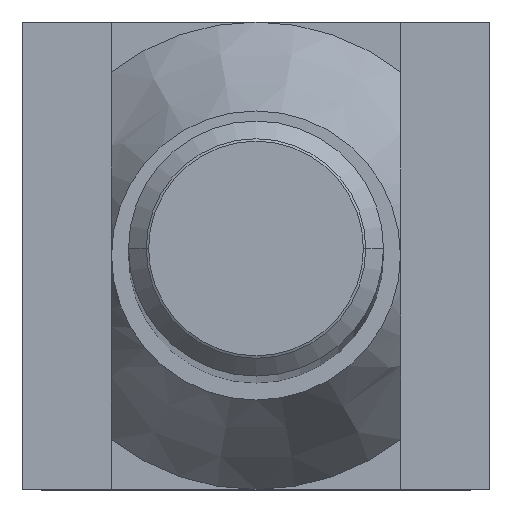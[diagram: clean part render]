
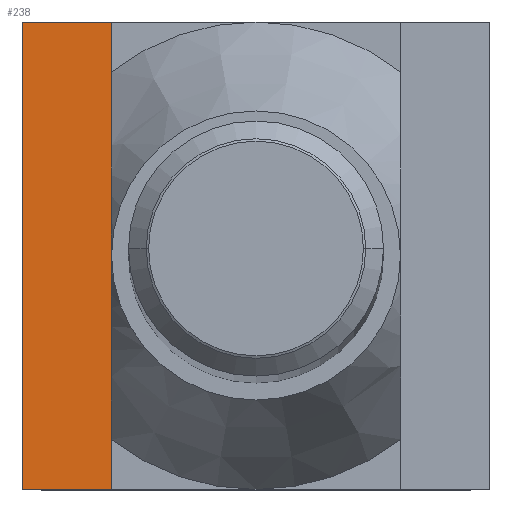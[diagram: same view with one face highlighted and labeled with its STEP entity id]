
A CAD part, top view. The second image highlights one B-rep face of the part: STEP entity #238.
In plain terms, the highlighted planar face has unit normal (0, 0, 1).
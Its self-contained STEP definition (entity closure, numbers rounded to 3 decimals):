
#174=VERTEX_POINT('',#432);
#204=EDGE_CURVE('',#174,#220,#466,.T.);
#208=EDGE_CURVE('',#236,#220,#470,.T.);
#220=VERTEX_POINT('',#484);
#228=EDGE_CURVE('',#260,#236,#494,.T.);
#234=EDGE_CURVE('',#174,#260,#500,.T.);
#236=VERTEX_POINT('',#502);
#238=ADVANCED_FACE('',(#504),#505,.T.);
#260=VERTEX_POINT('',#529);
#432=CARTESIAN_POINT('',(-6.8,11.0,0.0));
#466=LINE('',#765,#766);
#470=LINE('',#781,#782);
#484=CARTESIAN_POINT('',(-6.8,-11.0,0.0));
#494=LINE('',#808,#809);
#500=LINE('',#820,#821);
#502=CARTESIAN_POINT('',(-11.0,-11.0,0.0));
#504=FACE_OUTER_BOUND('',#825,.T.);
#505=PLANE('',#826);
#529=CARTESIAN_POINT('',(-11.0,11.0,0.0));
#765=CARTESIAN_POINT('',(-6.8,0.,0.0));
#766=VECTOR('',#1138,1.0);
#781=CARTESIAN_POINT('',(-6.8,-11.0,0.0));
#782=VECTOR('',#1139,1.0);
#808=CARTESIAN_POINT('',(-11.0,0.,0.0));
#809=VECTOR('',#1182,1.0);
#820=CARTESIAN_POINT('',(-6.8,11.0,0.0));
#821=VECTOR('',#1185,1.0);
#825=EDGE_LOOP('',(#1187,#1188,#1189,#1190));
#826=AXIS2_PLACEMENT_3D('',#1191,#1192,#1193);
#1138=DIRECTION('',(0.0,-1.0,0.));
#1139=DIRECTION('',(1.0,0.0,0.0));
#1182=DIRECTION('',(0.0,-1.0,0.));
#1185=DIRECTION('',(-1.0,0.0,0.0));
#1187=ORIENTED_EDGE('',*,*,#208,.T.);
#1188=ORIENTED_EDGE('',*,*,#204,.F.);
#1189=ORIENTED_EDGE('',*,*,#234,.T.);
#1190=ORIENTED_EDGE('',*,*,#228,.T.);
#1191=CARTESIAN_POINT('',(-11.0,0.,0.0));
#1192=DIRECTION('',(0.0,0.,1.0));
#1193=DIRECTION('',(0.0,-1.0,0.));
